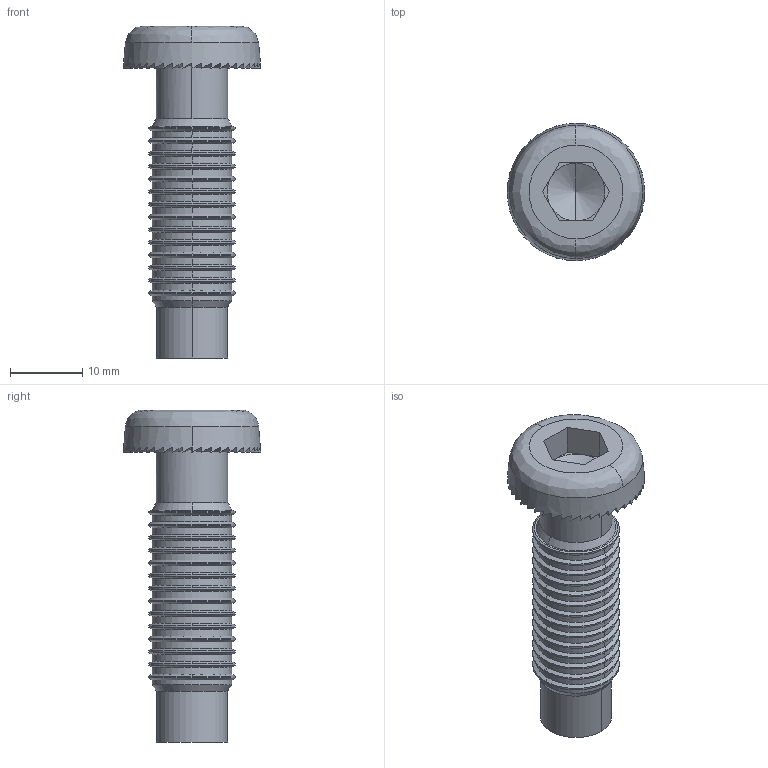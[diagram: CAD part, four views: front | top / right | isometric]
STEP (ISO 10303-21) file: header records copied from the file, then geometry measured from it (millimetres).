
FILE_DESCRIPTION (( 'STEP AP214' ), '1' );
FILE_NAME ('093sf1240.STEP', '2014-08-21T08:05:30', ( '' ), ( '' ), 'SwSTEP 2.0', 'SolidWorks 2014', '' );
FILE_SCHEMA (( 'AUTOMOTIVE_DESIGN' ));
Length unit declared in the file: millimetre
Products named in the file (1): 093sf1240
Bounding box: 19 x 19 x 45.81 mm (x, y, z)
Volume: 4810.3 mm3; surface area: 2719.1 mm2
Topology: 1 solids, 1 shells, 229 faces, 634 edges, 407 vertices
Faces by surface type: plane 103, cone 64, cylinder 60, bspline 2
Entity records: 8795 total; most frequent: CARTESIAN_POINT 1707, ORIENTED_EDGE 1264, DIRECTION 1168, EDGE_CURVE 632, AXIS2_PLACEMENT_3D 444, VERTEX_POINT 407, VECTOR 280, LINE 280
